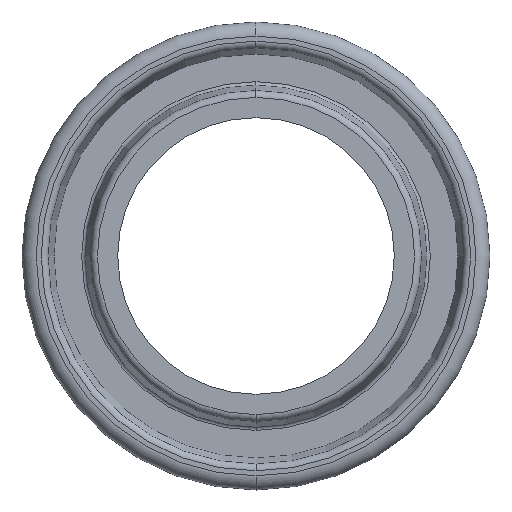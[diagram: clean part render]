
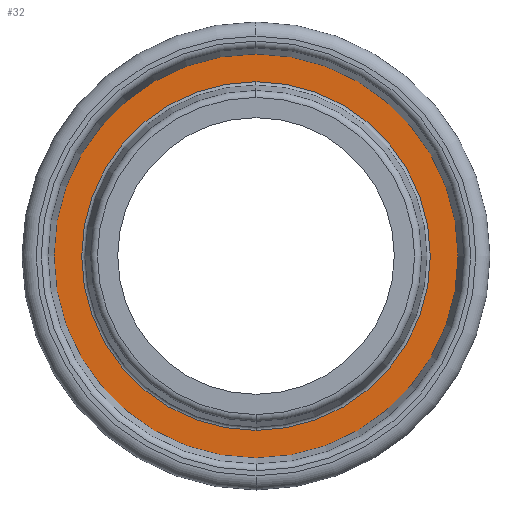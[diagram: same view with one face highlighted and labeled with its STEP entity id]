
A CAD part, top view. The second image highlights one B-rep face of the part: STEP entity #32.
In plain terms, the highlighted planar face has unit normal (0, 0, 1).
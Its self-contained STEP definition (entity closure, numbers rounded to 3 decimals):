
#8 = VERTEX_POINT ( 'NONE', #361 ) ;
#32 = ADVANCED_FACE ( 'NONE', ( #36, #815 ), #656, .T. ) ;
#36 = FACE_OUTER_BOUND ( 'NONE', #707, .T. ) ;
#37 = CARTESIAN_POINT ( 'NONE',  ( 0., 0., 4. ) ) ;
#41 = AXIS2_PLACEMENT_3D ( 'NONE', #628, #796, #269 ) ;
#132 = CARTESIAN_POINT ( 'NONE',  ( 0., 0., 4. ) ) ;
#135 = DIRECTION ( 'NONE',  ( 1., 0., 0. ) ) ;
#194 = CIRCLE ( 'NONE', #905, 24.584 ) ;
#197 = ORIENTED_EDGE ( 'NONE', *, *, #543, .F. ) ;
#269 = DIRECTION ( 'NONE',  ( 1., 0., 0. ) ) ;
#304 = AXIS2_PLACEMENT_3D ( 'NONE', #132, #485, #482 ) ;
#331 = VERTEX_POINT ( 'NONE', #866 ) ;
#361 = CARTESIAN_POINT ( 'NONE',  ( 0., -28.652, 4. ) ) ;
#376 = DIRECTION ( 'NONE',  ( 1., 0., 0. ) ) ;
#414 = CARTESIAN_POINT ( 'NONE',  ( 0., 28.652, 4. ) ) ;
#436 = CIRCLE ( 'NONE', #864, 28.652 ) ;
#443 = CARTESIAN_POINT ( 'NONE',  ( 0., 24.584, 4. ) ) ;
#445 = EDGE_CURVE ( 'NONE', #8, #775, #530, .T. ) ;
#465 = EDGE_LOOP ( 'NONE', ( #197, #534 ) ) ;
#482 = DIRECTION ( 'NONE',  ( 1., 0., 0. ) ) ;
#485 = DIRECTION ( 'NONE',  ( 0., 0., 1. ) ) ;
#495 = AXIS2_PLACEMENT_3D ( 'NONE', #792, #649, #376 ) ;
#530 = CIRCLE ( 'NONE', #304, 28.652 ) ;
#531 = CIRCLE ( 'NONE', #41, 24.584 ) ;
#534 = ORIENTED_EDGE ( 'NONE', *, *, #724, .F. ) ;
#537 = DIRECTION ( 'NONE',  ( 1., 0., 0. ) ) ;
#541 = ORIENTED_EDGE ( 'NONE', *, *, #445, .T. ) ;
#543 = EDGE_CURVE ( 'NONE', #331, #909, #531, .T. ) ;
#546 = DIRECTION ( 'NONE',  ( 0., 0., 1. ) ) ;
#553 = CARTESIAN_POINT ( 'NONE',  ( 0., 0., 4. ) ) ;
#561 = DIRECTION ( 'NONE',  ( 0., 0., 1. ) ) ;
#628 = CARTESIAN_POINT ( 'NONE',  ( 0., 0., 4. ) ) ;
#638 = EDGE_CURVE ( 'NONE', #775, #8, #436, .T. ) ;
#649 = DIRECTION ( 'NONE',  ( 0., 0., 1. ) ) ;
#656 = PLANE ( 'NONE',  #495 ) ;
#678 = ORIENTED_EDGE ( 'NONE', *, *, #638, .T. ) ;
#707 = EDGE_LOOP ( 'NONE', ( #541, #678 ) ) ;
#724 = EDGE_CURVE ( 'NONE', #909, #331, #194, .T. ) ;
#775 = VERTEX_POINT ( 'NONE', #414 ) ;
#792 = CARTESIAN_POINT ( 'NONE',  ( 31.517, 31.517, 4. ) ) ;
#796 = DIRECTION ( 'NONE',  ( 0., 0., 1. ) ) ;
#815 = FACE_BOUND ( 'NONE', #465, .T. ) ;
#864 = AXIS2_PLACEMENT_3D ( 'NONE', #37, #546, #537 ) ;
#866 = CARTESIAN_POINT ( 'NONE',  ( 0., -24.584, 4. ) ) ;
#905 = AXIS2_PLACEMENT_3D ( 'NONE', #553, #561, #135 ) ;
#909 = VERTEX_POINT ( 'NONE', #443 ) ;
